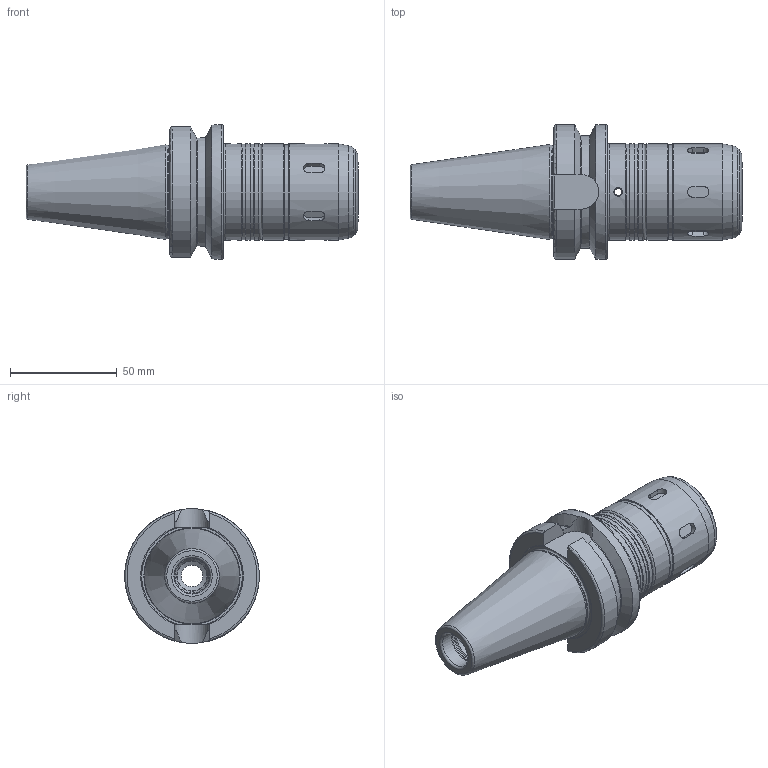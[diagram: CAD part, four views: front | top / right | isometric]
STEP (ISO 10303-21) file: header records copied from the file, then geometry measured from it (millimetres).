
FILE_DESCRIPTION((''),'2;1');
FILE_NAME('314040316090-3D.stp','2020-03-27T16:37:34',('nttooll'),(''),'Autodesk Inventor 2012','Autodesk Inventor 2012','');
FILE_SCHEMA(('AUTOMOTIVE_DESIGN { 1 0 10303 214 1 1 1 1 }'));
Length unit declared in the file: millimetre
Products named in the file (1): 314040316090-3D
Bounding box: 155.4 x 63 x 63 mm (x, y, z)
Volume: 204001.5 mm3; surface area: 35694 mm2
Topology: 1 solids, 1 shells, 122 faces, 276 edges, 172 vertices
Faces by surface type: cylinder 42, plane 38, cone 21, torus 21
Full cylindrical faces by diameter (mm): 3.4 x2, 4 x2, 10 x1, 14 x1, 14.25 x1, 16 x2, 16.2 x1, 16.5 x1, 17 x1, 17.4 x1, 37 x1, 43.5 x1, 44 x1, 44.6 x2, 45 x5, 63 x1
Entity records: 3514 total; most frequent: CARTESIAN_POINT 1021, DIRECTION 510, ORIENTED_EDGE 434, AXIS2_PLACEMENT_3D 220, EDGE_CURVE 217, EDGE_LOOP 198, VERTEX_POINT 167, FACE_OUTER_BOUND 122
